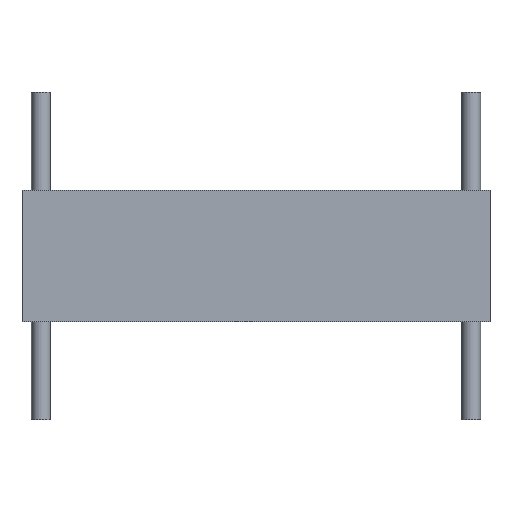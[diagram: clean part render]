
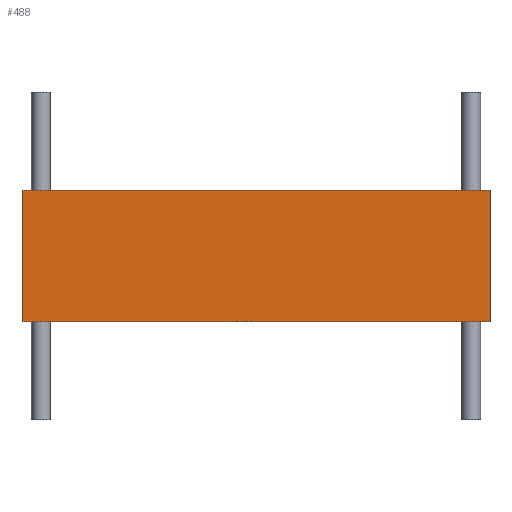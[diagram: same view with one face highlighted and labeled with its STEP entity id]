
A CAD part, front view. The second image highlights one B-rep face of the part: STEP entity #488.
In plain terms, the highlighted planar face has unit normal (0, -1, 0).
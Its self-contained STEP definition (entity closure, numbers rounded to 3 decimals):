
#16 = VECTOR ( 'NONE', #104, 1000. ) ;
#83 = VECTOR ( 'NONE', #387, 1000. ) ;
#93 = LINE ( 'NONE', #347, #83 ) ;
#104 = DIRECTION ( 'NONE',  ( -1., 0., 0. ) ) ;
#123 = VERTEX_POINT ( 'NONE', #370 ) ;
#153 = CARTESIAN_POINT ( 'NONE',  ( 1250., -250., -350. ) ) ;
#166 = EDGE_CURVE ( 'NONE', #214, #123, #244, .T. ) ;
#170 = ORIENTED_EDGE ( 'NONE', *, *, #504, .F. ) ;
#180 = ORIENTED_EDGE ( 'NONE', *, *, #428, .F. ) ;
#193 = CARTESIAN_POINT ( 'NONE',  ( 0., -250., 0. ) ) ;
#198 = DIRECTION ( 'NONE',  ( 0., 0., -1. ) ) ;
#214 = VERTEX_POINT ( 'NONE', #219 ) ;
#216 = ORIENTED_EDGE ( 'NONE', *, *, #166, .F. ) ;
#219 = CARTESIAN_POINT ( 'NONE',  ( -1250., -250., 350. ) ) ;
#224 = VECTOR ( 'NONE', #424, 1000. ) ;
#239 = CARTESIAN_POINT ( 'NONE',  ( 1250., -250., -350. ) ) ;
#241 = EDGE_LOOP ( 'NONE', ( #260, #180, #170, #216 ) ) ;
#244 = LINE ( 'NONE', #463, #224 ) ;
#247 = AXIS2_PLACEMENT_3D ( 'NONE', #193, #388, #272 ) ;
#248 = VECTOR ( 'NONE', #198, 1000. ) ;
#260 = ORIENTED_EDGE ( 'NONE', *, *, #316, .F. ) ;
#266 = FACE_OUTER_BOUND ( 'NONE', #241, .T. ) ;
#272 = DIRECTION ( 'NONE',  ( 0., 0., 1. ) ) ;
#277 = PLANE ( 'NONE',  #247 ) ;
#316 = EDGE_CURVE ( 'NONE', #494, #214, #93, .T. ) ;
#347 = CARTESIAN_POINT ( 'NONE',  ( -1250., -250., -350. ) ) ;
#356 = CARTESIAN_POINT ( 'NONE',  ( -1250., -250., -350. ) ) ;
#370 = CARTESIAN_POINT ( 'NONE',  ( 1250., -250., 350. ) ) ;
#387 = DIRECTION ( 'NONE',  ( 0., 0., 1. ) ) ;
#388 = DIRECTION ( 'NONE',  ( 0., 1., 0. ) ) ;
#403 = VERTEX_POINT ( 'NONE', #153 ) ;
#424 = DIRECTION ( 'NONE',  ( 1., 0., 0. ) ) ;
#426 = CARTESIAN_POINT ( 'NONE',  ( -1250., -250., -350. ) ) ;
#428 = EDGE_CURVE ( 'NONE', #403, #494, #533, .T. ) ;
#461 = LINE ( 'NONE', #239, #248 ) ;
#463 = CARTESIAN_POINT ( 'NONE',  ( -1250., -250., 350. ) ) ;
#488 = ADVANCED_FACE ( 'NONE', ( #266 ), #277, .F. ) ;
#494 = VERTEX_POINT ( 'NONE', #356 ) ;
#504 = EDGE_CURVE ( 'NONE', #123, #403, #461, .T. ) ;
#533 = LINE ( 'NONE', #426, #16 ) ;
